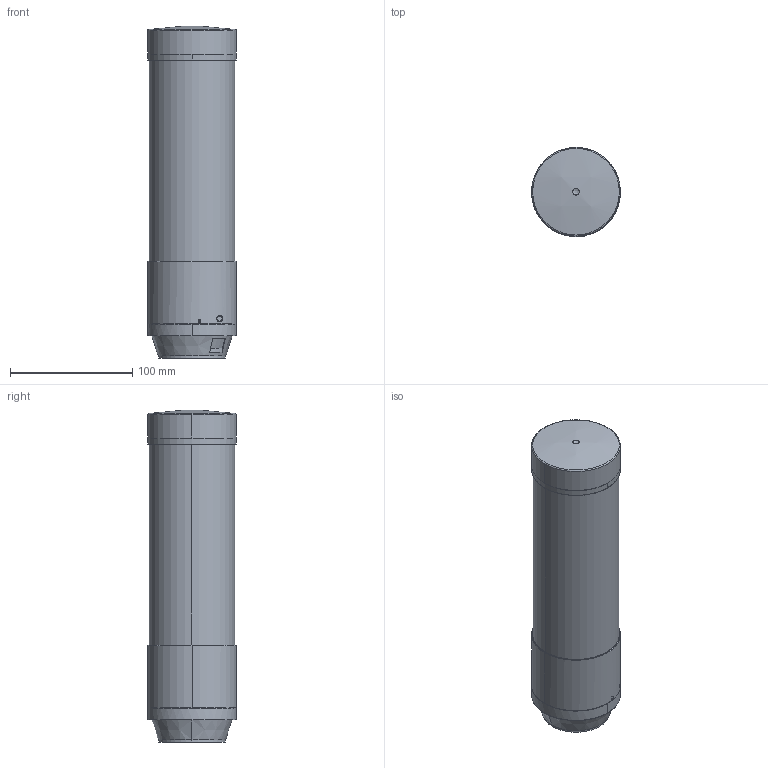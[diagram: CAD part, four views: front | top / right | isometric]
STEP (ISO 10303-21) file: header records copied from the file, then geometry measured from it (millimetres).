
FILE_DESCRIPTION (( 'STEP AP203' ), '1' );
FILE_NAME ('65700055.step', '2023-02-15T20:38:18', ( '' ), ( '' ), 'SwSTEP 2.0', 'SolidWorks 2021', '' );
FILE_SCHEMA (( 'CONFIG_CONTROL_DESIGN' ));
Length unit declared in the file: inch
Products named in the file (1): 65700055
Bounding box: 72.5 x 72.5 x 271.18 mm (x, y, z)
Volume: 1030884.5 mm3; surface area: 71068.7 mm2
Topology: 1 solids, 1 shells, 270 faces, 698 edges, 450 vertices
Faces by surface type: plane 107, cylinder 102, bspline 32, cone 29
Entity records: 10784 total; most frequent: CARTESIAN_POINT 4359, ORIENTED_EDGE 1364, DIRECTION 1268, EDGE_CURVE 682, AXIS2_PLACEMENT_3D 488, VERTEX_POINT 450, EDGE_LOOP 312, LINE 292
